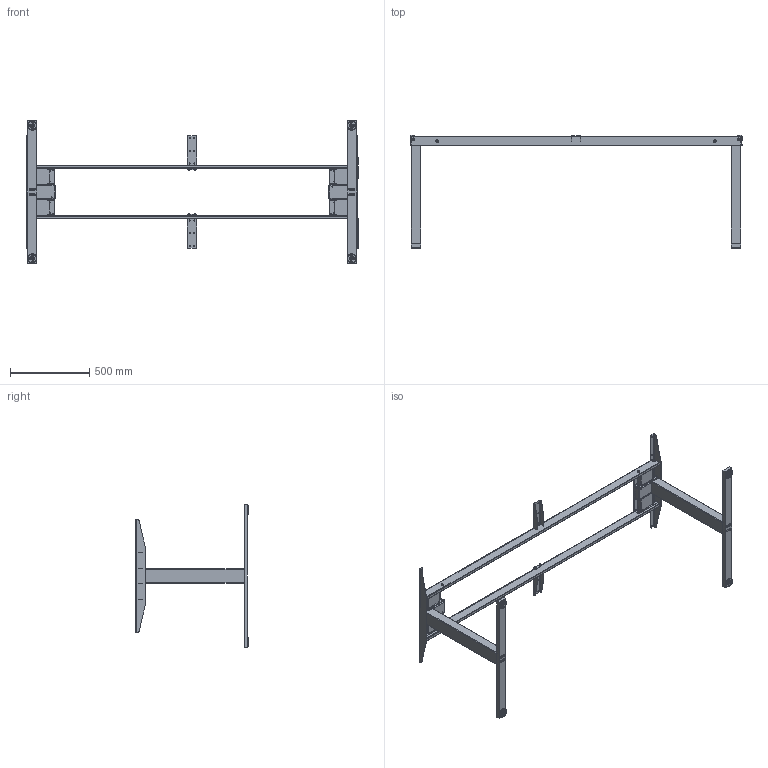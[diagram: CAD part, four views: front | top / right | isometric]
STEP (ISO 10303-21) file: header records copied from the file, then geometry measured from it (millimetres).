
FILE_DESCRIPTION (( 'STEP AP203' ), '1' );
FILE_NAME ('C-2+ Conf. 2.0_CL2FRYxxxxxxx_210-260, foot 900.STEP', '2019-03-18T13:56:27', ( '' ), ( '' ), 'SwSTEP 2.0', 'SolidWorks 2017', '' );
FILE_SCHEMA (( 'CONFIG_CONTROL_DESIGN' ));
Products named in the file (1): C-2+ Conf. 2.0_CL2FRYxxxxxxx_210-260, foot 900
Bounding box: 2100 x 713.5 x 900 mm (x, y, z)
Surface area: 2607208.6 mm2 (no closed solid volume)
Topology: 0 solids, 198 shells, 1126 faces, 5474 edges, 4454 vertices
Faces by surface type: plane 518, cylinder 380, cone 174, torus 46, sphere 8
Entity records: 57336 total; most frequent: CARTESIAN_POINT 14459, DIRECTION 9036, ORIENTED_EDGE 7224, EDGE_CURVE 5458, VERTEX_POINT 4454, AXIS2_PLACEMENT_3D 3127, VECTOR 2782, LINE 2782
